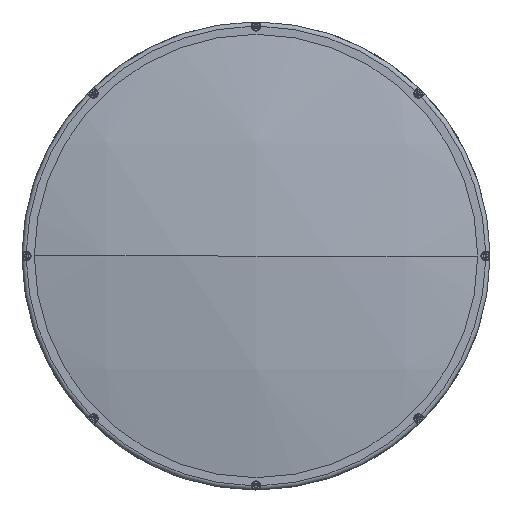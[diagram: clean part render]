
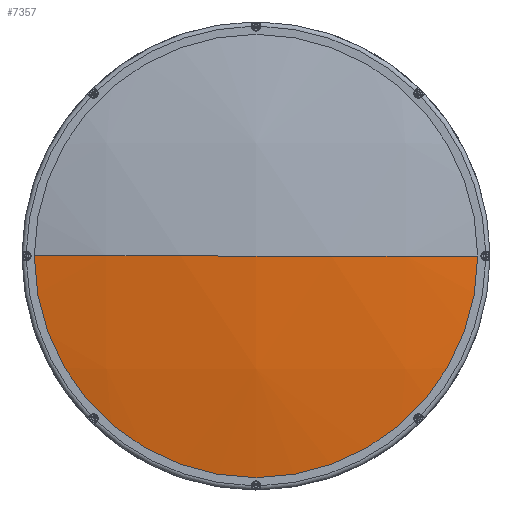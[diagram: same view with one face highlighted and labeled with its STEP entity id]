
A CAD part, left-side view. The second image highlights one B-rep face of the part: STEP entity #7357.
In plain terms, the highlighted spherical face has radius 786 mm.
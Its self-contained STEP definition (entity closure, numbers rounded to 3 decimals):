
#88 = CARTESIAN_POINT ( 'NONE',  ( 66.968, 0., 0. ) ) ;
#210 = ORIENTED_EDGE ( 'NONE', *, *, #5166, .T. ) ;
#983 = DIRECTION ( 'NONE',  ( -1., 0., 0. ) ) ;
#1526 = CARTESIAN_POINT ( 'NONE',  ( -703.698, 0., 0. ) ) ;
#1607 = DIRECTION ( 'NONE',  ( 0., 0., -1. ) ) ;
#2122 = ORIENTED_EDGE ( 'NONE', *, *, #10189, .T. ) ;
#2200 = CARTESIAN_POINT ( 'NONE',  ( 66.968, 0., 0. ) ) ;
#2221 = DIRECTION ( 'NONE',  ( 0., -1., 0. ) ) ;
#2272 = CARTESIAN_POINT ( 'NONE',  ( 66.968, 0., 0. ) ) ;
#2305 = DIRECTION ( 'NONE',  ( 0., 1., 0. ) ) ;
#2307 = VERTEX_POINT ( 'NONE', #8139 ) ;
#3301 = AXIS2_PLACEMENT_3D ( 'NONE', #2200, #8882, #2305 ) ;
#4122 = FACE_OUTER_BOUND ( 'NONE', #8257, .T. ) ;
#4674 = CARTESIAN_POINT ( 'NONE',  ( -703.698, -154.5, 0. ) ) ;
#4767 = AXIS2_PLACEMENT_3D ( 'NONE', #1526, #983, #5195 ) ;
#5166 = EDGE_CURVE ( 'NONE', #10812, #2307, #8027, .T. ) ;
#5183 = AXIS2_PLACEMENT_3D ( 'NONE', #88, #1607, #5977 ) ;
#5195 = DIRECTION ( 'NONE',  ( 0., 0., 1. ) ) ;
#5354 = CARTESIAN_POINT ( 'NONE',  ( -703.698, 154.5, 0. ) ) ;
#5461 = CIRCLE ( 'NONE', #4767, 154.5 ) ;
#5977 = DIRECTION ( 'NONE',  ( 0., 1., 0. ) ) ;
#6536 = AXIS2_PLACEMENT_3D ( 'NONE', #2272, #7197, #2221 ) ;
#6886 = CIRCLE ( 'NONE', #6536, 786. ) ;
#7197 = DIRECTION ( 'NONE',  ( 0., 0., 1. ) ) ;
#7326 = ORIENTED_EDGE ( 'NONE', *, *, #7846, .F. ) ;
#7357 = ADVANCED_FACE ( 'NONE', ( #4122 ), #10138, .T. ) ;
#7846 = EDGE_CURVE ( 'NONE', #10323, #2307, #6886, .T. ) ;
#8027 = CIRCLE ( 'NONE', #3301, 786. ) ;
#8139 = CARTESIAN_POINT ( 'NONE',  ( -719.032, 0., 0. ) ) ;
#8257 = EDGE_LOOP ( 'NONE', ( #2122, #210, #7326 ) ) ;
#8882 = DIRECTION ( 'NONE',  ( 0., 0., -1. ) ) ;
#10138 = SPHERICAL_SURFACE ( 'NONE', #5183, 786. ) ;
#10189 = EDGE_CURVE ( 'NONE', #10323, #10812, #5461, .T. ) ;
#10323 = VERTEX_POINT ( 'NONE', #5354 ) ;
#10812 = VERTEX_POINT ( 'NONE', #4674 ) ;
